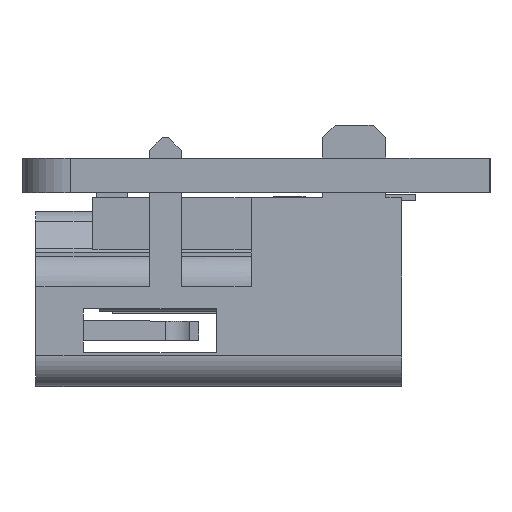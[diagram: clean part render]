
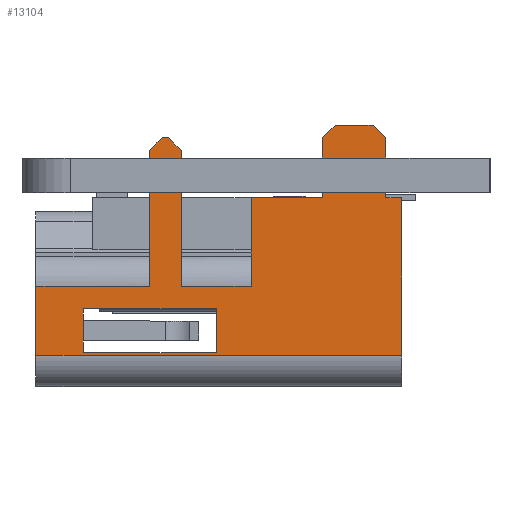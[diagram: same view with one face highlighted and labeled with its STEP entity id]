
A CAD part, front view. The second image highlights one B-rep face of the part: STEP entity #13104.
In plain terms, the highlighted face is planar.
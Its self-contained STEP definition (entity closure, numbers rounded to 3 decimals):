
#6612 = VERTEX_POINT('',#6613);
#6613 = CARTESIAN_POINT('',(-7.5,-2.772,-1.338));
#6636 = VERTEX_POINT('',#6637);
#6637 = CARTESIAN_POINT('',(-7.5,-2.772,2.954));
#6643 = EDGE_CURVE('',#6636,#6612,#6644,.T.);
#6644 = B_SPLINE_CURVE_WITH_KNOTS('',1,(#6645,#6646),.UNSPECIFIED.,.F.,
  .F.,(2,2),(-4.291,0.),.PIECEWISE_BEZIER_KNOTS.);
#6645 = CARTESIAN_POINT('',(-7.5,-2.772,2.954));
#6646 = CARTESIAN_POINT('',(-7.5,-2.772,-1.338));
#6701 = VERTEX_POINT('',#6702);
#6702 = CARTESIAN_POINT('',(-7.5,-1.772,2.954));
#6716 = VERTEX_POINT('',#6717);
#6717 = CARTESIAN_POINT('',(-7.5,-1.772,-1.338));
#6722 = EDGE_CURVE('',#6701,#6716,#6723,.T.);
#6723 = B_SPLINE_CURVE_WITH_KNOTS('',1,(#6724,#6725),.UNSPECIFIED.,.F.,
  .F.,(2,2),(0.,4.291),.PIECEWISE_BEZIER_KNOTS.);
#6724 = CARTESIAN_POINT('',(-7.5,-1.772,2.954));
#6725 = CARTESIAN_POINT('',(-7.5,-1.772,-1.338));
#6738 = VERTEX_POINT('',#6739);
#6739 = CARTESIAN_POINT('',(-7.5,-2.172,-1.738));
#6744 = EDGE_CURVE('',#6716,#6738,#6745,.T.);
#6745 = B_SPLINE_CURVE_WITH_KNOTS('',1,(#6746,#6747),.UNSPECIFIED.,.F.,
  .F.,(2,2),(0.,0.566),.PIECEWISE_BEZIER_KNOTS.);
#6746 = CARTESIAN_POINT('',(-7.5,-1.772,-1.338));
#6747 = CARTESIAN_POINT('',(-7.5,-2.172,-1.738));
#6760 = VERTEX_POINT('',#6761);
#6761 = CARTESIAN_POINT('',(-7.5,-2.372,-1.738));
#6766 = EDGE_CURVE('',#6738,#6760,#6767,.T.);
#6767 = B_SPLINE_CURVE_WITH_KNOTS('',1,(#6768,#6769),.UNSPECIFIED.,.F.,
  .F.,(2,2),(0.,0.2),.PIECEWISE_BEZIER_KNOTS.);
#6768 = CARTESIAN_POINT('',(-7.5,-2.172,-1.738));
#6769 = CARTESIAN_POINT('',(-7.5,-2.372,-1.738));
#6782 = EDGE_CURVE('',#6760,#6612,#6783,.T.);
#6783 = B_SPLINE_CURVE_WITH_KNOTS('',1,(#6784,#6785),.UNSPECIFIED.,.F.,
  .F.,(2,2),(0.,0.566),.PIECEWISE_BEZIER_KNOTS.);
#6784 = CARTESIAN_POINT('',(-7.5,-2.372,-1.738));
#6785 = CARTESIAN_POINT('',(-7.5,-2.772,-1.338));
#6975 = EDGE_CURVE('',#6976,#6978,#6980,.T.);
#6976 = VERTEX_POINT('',#6977);
#6977 = CARTESIAN_POINT('',(-7.5,4.688,0.157));
#6978 = VERTEX_POINT('',#6979);
#6979 = CARTESIAN_POINT('',(-7.5,5.188,0.157));
#6980 = B_SPLINE_CURVE_WITH_KNOTS('',1,(#6981,#6982),.UNSPECIFIED.,.F.,
  .F.,(2,2),(0.,0.5),.PIECEWISE_BEZIER_KNOTS.);
#6981 = CARTESIAN_POINT('',(-7.5,4.688,0.157));
#6982 = CARTESIAN_POINT('',(-7.5,5.188,0.157));
#7147 = VERTEX_POINT('',#7148);
#7148 = CARTESIAN_POINT('',(-7.5,4.688,-1.738));
#7153 = EDGE_CURVE('',#6976,#7147,#7154,.T.);
#7154 = B_SPLINE_CURVE_WITH_KNOTS('',1,(#7155,#7156),.UNSPECIFIED.,.F.,
  .F.,(2,2),(0.,1.895),.PIECEWISE_BEZIER_KNOTS.);
#7155 = CARTESIAN_POINT('',(-7.5,4.688,0.157));
#7156 = CARTESIAN_POINT('',(-7.5,4.688,-1.738));
#7170 = VERTEX_POINT('',#7171);
#7171 = CARTESIAN_POINT('',(-7.5,4.288,-2.138));
#7176 = EDGE_CURVE('',#7147,#7170,#7177,.T.);
#7177 = B_SPLINE_CURVE_WITH_KNOTS('',1,(#7178,#7179),.UNSPECIFIED.,.F.,
  .F.,(2,2),(0.,0.566),.PIECEWISE_BEZIER_KNOTS.);
#7178 = CARTESIAN_POINT('',(-7.5,4.688,-1.738));
#7179 = CARTESIAN_POINT('',(-7.5,4.288,-2.138));
#7192 = VERTEX_POINT('',#7193);
#7193 = CARTESIAN_POINT('',(-7.5,3.088,-2.138));
#7198 = EDGE_CURVE('',#7170,#7192,#7199,.T.);
#7199 = B_SPLINE_CURVE_WITH_KNOTS('',1,(#7200,#7201),.UNSPECIFIED.,.F.,
  .F.,(2,2),(0.,1.2),.PIECEWISE_BEZIER_KNOTS.);
#7200 = CARTESIAN_POINT('',(-7.5,4.288,-2.138));
#7201 = CARTESIAN_POINT('',(-7.5,3.088,-2.138));
#7214 = VERTEX_POINT('',#7215);
#7215 = CARTESIAN_POINT('',(-7.5,2.688,-1.738));
#7220 = EDGE_CURVE('',#7192,#7214,#7221,.T.);
#7221 = B_SPLINE_CURVE_WITH_KNOTS('',1,(#7222,#7223),.UNSPECIFIED.,.F.,
  .F.,(2,2),(0.,0.566),.PIECEWISE_BEZIER_KNOTS.);
#7222 = CARTESIAN_POINT('',(-7.5,3.088,-2.138));
#7223 = CARTESIAN_POINT('',(-7.5,2.688,-1.738));
#7233 = EDGE_CURVE('',#7214,#7234,#7236,.T.);
#7234 = VERTEX_POINT('',#7235);
#7235 = CARTESIAN_POINT('',(-7.5,2.688,0.157));
#7236 = B_SPLINE_CURVE_WITH_KNOTS('',1,(#7237,#7238),.UNSPECIFIED.,.F.,
  .F.,(2,2),(0.,1.895),.PIECEWISE_BEZIER_KNOTS.);
#7237 = CARTESIAN_POINT('',(-7.5,2.688,-1.738));
#7238 = CARTESIAN_POINT('',(-7.5,2.688,0.157));
#7529 = VERTEX_POINT('',#7530);
#7530 = CARTESIAN_POINT('',(-7.5,0.438,2.954));
#7536 = EDGE_CURVE('',#7529,#7537,#7539,.T.);
#7537 = VERTEX_POINT('',#7538);
#7538 = CARTESIAN_POINT('',(-7.5,0.438,0.157));
#7539 = B_SPLINE_CURVE_WITH_KNOTS('',1,(#7540,#7541),.UNSPECIFIED.,.F.,
  .F.,(2,2),(0.,2.796),.PIECEWISE_BEZIER_KNOTS.);
#7540 = CARTESIAN_POINT('',(-7.5,0.438,2.954));
#7541 = CARTESIAN_POINT('',(-7.5,0.438,0.157));
#7653 = EDGE_CURVE('',#7537,#7234,#7654,.T.);
#7654 = B_SPLINE_CURVE_WITH_KNOTS('',1,(#7655,#7656),.UNSPECIFIED.,.F.,
  .F.,(2,2),(0.,2.25),.PIECEWISE_BEZIER_KNOTS.);
#7655 = CARTESIAN_POINT('',(-7.5,0.438,0.157));
#7656 = CARTESIAN_POINT('',(-7.5,2.688,0.157));
#8166 = EDGE_CURVE('',#7529,#6701,#8167,.T.);
#8167 = B_SPLINE_CURVE_WITH_KNOTS('',1,(#8168,#8169),.UNSPECIFIED.,.F.,
  .F.,(2,2),(-2.21,0.),.PIECEWISE_BEZIER_KNOTS.);
#8168 = CARTESIAN_POINT('',(-7.5,0.438,2.954));
#8169 = CARTESIAN_POINT('',(-7.5,-1.772,2.954));
#8174 = VERTEX_POINT('',#8175);
#8175 = CARTESIAN_POINT('',(-7.5,-6.362,2.954));
#8181 = EDGE_CURVE('',#6636,#8174,#8182,.T.);
#8182 = B_SPLINE_CURVE_WITH_KNOTS('',1,(#8183,#8184),.UNSPECIFIED.,.F.,
  .F.,(2,2),(-3.59,0.),.PIECEWISE_BEZIER_KNOTS.);
#8183 = CARTESIAN_POINT('',(-7.5,-2.772,2.954));
#8184 = CARTESIAN_POINT('',(-7.5,-6.362,2.954));
#9623 = VERTEX_POINT('',#9624);
#9624 = CARTESIAN_POINT('',(-7.5,-4.862,4.04));
#9768 = EDGE_CURVE('',#9623,#9769,#9771,.T.);
#9769 = VERTEX_POINT('',#9770);
#9770 = CARTESIAN_POINT('',(-7.5,-4.862,3.662));
#9771 = B_SPLINE_CURVE_WITH_KNOTS('',1,(#9772,#9773),.UNSPECIFIED.,.F.,
  .F.,(2,2),(0.,0.378),.PIECEWISE_BEZIER_KNOTS.);
#9772 = CARTESIAN_POINT('',(-7.5,-4.862,4.04));
#9773 = CARTESIAN_POINT('',(-7.5,-4.862,3.662));
#9796 = EDGE_CURVE('',#9769,#9797,#9799,.T.);
#9797 = VERTEX_POINT('',#9798);
#9798 = CARTESIAN_POINT('',(-7.5,-0.662,3.662));
#9799 = B_SPLINE_CURVE_WITH_KNOTS('',1,(#9800,#9801),.UNSPECIFIED.,.F.,
  .F.,(2,2),(0.,4.2),.PIECEWISE_BEZIER_KNOTS.);
#9800 = CARTESIAN_POINT('',(-7.5,-4.862,3.662));
#9801 = CARTESIAN_POINT('',(-7.5,-0.662,3.662));
#12218 = EDGE_CURVE('',#12219,#8174,#12221,.T.);
#12219 = VERTEX_POINT('',#12220);
#12220 = CARTESIAN_POINT('',(-7.5,-6.362,5.137));
#12221 = B_SPLINE_CURVE_WITH_KNOTS('',1,(#12222,#12223),.UNSPECIFIED.,
  .F.,.F.,(2,2),(0.,2.184),.PIECEWISE_BEZIER_KNOTS.);
#12222 = CARTESIAN_POINT('',(-7.5,-6.362,5.137));
#12223 = CARTESIAN_POINT('',(-7.5,-6.362,2.954));
#13104 = ADVANCED_FACE('',(#13105,#13135),#13165,.T.);
#13105 = FACE_BOUND('',#13106,.T.);
#13106 = EDGE_LOOP('',(#13107,#13108,#13115,#13120,#13121,#13122,#13123,
    #13124,#13125,#13126,#13127,#13128,#13129,#13130,#13131,#13132,
    #13133,#13134));
#13107 = ORIENTED_EDGE('',*,*,#12218,.F.);
#13108 = ORIENTED_EDGE('',*,*,#13109,.T.);
#13109 = EDGE_CURVE('',#12219,#13110,#13112,.T.);
#13110 = VERTEX_POINT('',#13111);
#13111 = CARTESIAN_POINT('',(-7.5,5.188,5.137));
#13112 = B_SPLINE_CURVE_WITH_KNOTS('',1,(#13113,#13114),.UNSPECIFIED.,
  .F.,.F.,(2,2),(-11.55,0.),.PIECEWISE_BEZIER_KNOTS.);
#13113 = CARTESIAN_POINT('',(-7.5,-6.362,5.137));
#13114 = CARTESIAN_POINT('',(-7.5,5.188,5.137));
#13115 = ORIENTED_EDGE('',*,*,#13116,.T.);
#13116 = EDGE_CURVE('',#13110,#6978,#13117,.T.);
#13117 = B_SPLINE_CURVE_WITH_KNOTS('',1,(#13118,#13119),.UNSPECIFIED.,
  .F.,.F.,(2,2),(0.,4.98),.PIECEWISE_BEZIER_KNOTS.);
#13118 = CARTESIAN_POINT('',(-7.5,5.188,5.137));
#13119 = CARTESIAN_POINT('',(-7.5,5.188,0.157));
#13120 = ORIENTED_EDGE('',*,*,#6975,.F.);
#13121 = ORIENTED_EDGE('',*,*,#7153,.T.);
#13122 = ORIENTED_EDGE('',*,*,#7176,.T.);
#13123 = ORIENTED_EDGE('',*,*,#7198,.T.);
#13124 = ORIENTED_EDGE('',*,*,#7220,.T.);
#13125 = ORIENTED_EDGE('',*,*,#7233,.T.);
#13126 = ORIENTED_EDGE('',*,*,#7653,.F.);
#13127 = ORIENTED_EDGE('',*,*,#7536,.F.);
#13128 = ORIENTED_EDGE('',*,*,#8166,.T.);
#13129 = ORIENTED_EDGE('',*,*,#6722,.T.);
#13130 = ORIENTED_EDGE('',*,*,#6744,.T.);
#13131 = ORIENTED_EDGE('',*,*,#6766,.T.);
#13132 = ORIENTED_EDGE('',*,*,#6782,.T.);
#13133 = ORIENTED_EDGE('',*,*,#6643,.F.);
#13134 = ORIENTED_EDGE('',*,*,#8181,.T.);
#13135 = FACE_BOUND('',#13136,.T.);
#13136 = EDGE_LOOP('',(#13137,#13146,#13153,#13158,#13159,#13160));
#13137 = ORIENTED_EDGE('',*,*,#13138,.T.);
#13138 = EDGE_CURVE('',#13139,#13141,#13143,.T.);
#13139 = VERTEX_POINT('',#13140);
#13140 = CARTESIAN_POINT('',(-7.5,-0.662,5.062));
#13141 = VERTEX_POINT('',#13142);
#13142 = CARTESIAN_POINT('',(-7.5,-4.862,5.062));
#13143 = B_SPLINE_CURVE_WITH_KNOTS('',1,(#13144,#13145),.UNSPECIFIED.,
  .F.,.F.,(2,2),(0.,4.2),.PIECEWISE_BEZIER_KNOTS.);
#13144 = CARTESIAN_POINT('',(-7.5,-0.662,5.062));
#13145 = CARTESIAN_POINT('',(-7.5,-4.862,5.062));
#13146 = ORIENTED_EDGE('',*,*,#13147,.T.);
#13147 = EDGE_CURVE('',#13141,#13148,#13150,.T.);
#13148 = VERTEX_POINT('',#13149);
#13149 = CARTESIAN_POINT('',(-7.5,-4.862,4.685));
#13150 = B_SPLINE_CURVE_WITH_KNOTS('',1,(#13151,#13152),.UNSPECIFIED.,
  .F.,.F.,(2,2),(0.,0.378),.PIECEWISE_BEZIER_KNOTS.);
#13151 = CARTESIAN_POINT('',(-7.5,-4.862,5.062));
#13152 = CARTESIAN_POINT('',(-7.5,-4.862,4.685));
#13153 = ORIENTED_EDGE('',*,*,#13154,.T.);
#13154 = EDGE_CURVE('',#13148,#9623,#13155,.T.);
#13155 = B_SPLINE_CURVE_WITH_KNOTS('',1,(#13156,#13157),.UNSPECIFIED.,
  .F.,.F.,(2,2),(-0.644,0.),.PIECEWISE_BEZIER_KNOTS.);
#13156 = CARTESIAN_POINT('',(-7.5,-4.862,4.685));
#13157 = CARTESIAN_POINT('',(-7.5,-4.862,4.04));
#13158 = ORIENTED_EDGE('',*,*,#9768,.T.);
#13159 = ORIENTED_EDGE('',*,*,#9796,.T.);
#13160 = ORIENTED_EDGE('',*,*,#13161,.T.);
#13161 = EDGE_CURVE('',#9797,#13139,#13162,.T.);
#13162 = B_SPLINE_CURVE_WITH_KNOTS('',1,(#13163,#13164),.UNSPECIFIED.,
  .F.,.F.,(2,2),(0.,1.4),.PIECEWISE_BEZIER_KNOTS.);
#13163 = CARTESIAN_POINT('',(-7.5,-0.662,3.662));
#13164 = CARTESIAN_POINT('',(-7.5,-0.662,5.062));
#13165 = PLANE('',#13166);
#13166 = AXIS2_PLACEMENT_3D('',#13167,#13168,#13169);
#13167 = CARTESIAN_POINT('',(-7.5,6.344,-2.866));
#13168 = DIRECTION('',(-1.,0.,0.));
#13169 = DIRECTION('',(0.,0.,-1.));
